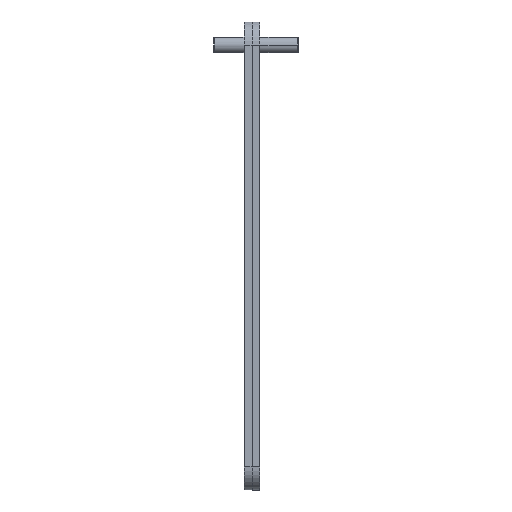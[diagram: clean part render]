
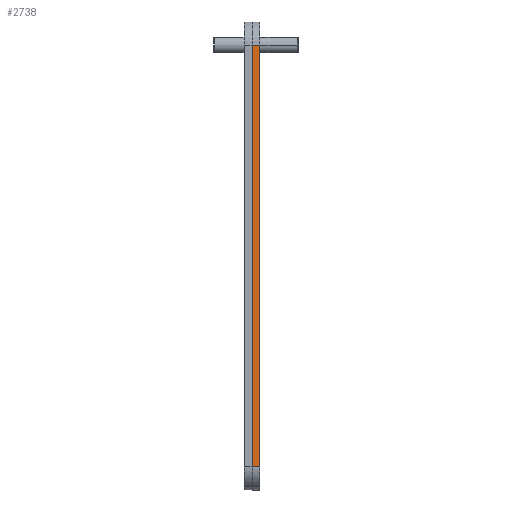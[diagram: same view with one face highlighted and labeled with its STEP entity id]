
A CAD part, left-side view. The second image highlights one B-rep face of the part: STEP entity #2738.
In plain terms, the highlighted planar face has unit normal (-1, 0, 0).
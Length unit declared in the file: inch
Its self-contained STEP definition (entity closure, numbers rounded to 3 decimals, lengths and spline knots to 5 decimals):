
#125 = DIRECTION ( 'NONE',  ( 0., 0., -1. ) ) ;
#426 = VERTEX_POINT ( 'NONE', #4323 ) ;
#461 = CARTESIAN_POINT ( 'NONE',  ( -3.8125, -0.125, -3.4375 ) ) ;
#542 = LINE ( 'NONE', #2588, #4066 ) ;
#636 = LINE ( 'NONE', #1985, #1302 ) ;
#724 = VERTEX_POINT ( 'NONE', #4251 ) ;
#760 = ORIENTED_EDGE ( 'NONE', *, *, #2533, .F. ) ;
#846 = LINE ( 'NONE', #3519, #1737 ) ;
#926 = DIRECTION ( 'NONE',  ( 0., 0., -1. ) ) ;
#1128 = DIRECTION ( 'NONE',  ( 0., -1., 0. ) ) ;
#1152 = EDGE_CURVE ( 'NONE', #426, #4256, #542, .T. ) ;
#1190 = LINE ( 'NONE', #2479, #3304 ) ;
#1201 = FACE_OUTER_BOUND ( 'NONE', #3324, .T. ) ;
#1241 = PLANE ( 'NONE',  #3430 ) ;
#1302 = VECTOR ( 'NONE', #1128, 39.37008 ) ;
#1488 = VERTEX_POINT ( 'NONE', #461 ) ;
#1737 = VECTOR ( 'NONE', #125, 39.37008 ) ;
#1806 = DIRECTION ( 'NONE',  ( 0., 1., 0. ) ) ;
#1985 = CARTESIAN_POINT ( 'NONE',  ( -3.8125, -0.125, 3.4375 ) ) ;
#2227 = ORIENTED_EDGE ( 'NONE', *, *, #4086, .F. ) ;
#2479 = CARTESIAN_POINT ( 'NONE',  ( -3.8125, -0.125, -3.4375 ) ) ;
#2533 = EDGE_CURVE ( 'NONE', #426, #724, #636, .T. ) ;
#2588 = CARTESIAN_POINT ( 'NONE',  ( -3.8125, 0., -3.4375 ) ) ;
#2607 = CARTESIAN_POINT ( 'NONE',  ( -3.8125, -0.125, 3.4375 ) ) ;
#2702 = ORIENTED_EDGE ( 'NONE', *, *, #3632, .F. ) ;
#2738 = ADVANCED_FACE ( 'NONE', ( #1201 ), #1241, .F. ) ;
#2978 = DIRECTION ( 'NONE',  ( 0., 0., -1. ) ) ;
#3304 = VECTOR ( 'NONE', #1806, 39.37008 ) ;
#3308 = DIRECTION ( 'NONE',  ( 1., 0., 0. ) ) ;
#3324 = EDGE_LOOP ( 'NONE', ( #2227, #2702, #760, #3636 ) ) ;
#3430 = AXIS2_PLACEMENT_3D ( 'NONE', #2607, #3308, #2978 ) ;
#3519 = CARTESIAN_POINT ( 'NONE',  ( -3.8125, -0.125, 3.4375 ) ) ;
#3578 = CARTESIAN_POINT ( 'NONE',  ( -3.8125, 0., -3.4375 ) ) ;
#3632 = EDGE_CURVE ( 'NONE', #724, #1488, #846, .T. ) ;
#3636 = ORIENTED_EDGE ( 'NONE', *, *, #1152, .T. ) ;
#4066 = VECTOR ( 'NONE', #926, 39.37008 ) ;
#4086 = EDGE_CURVE ( 'NONE', #1488, #4256, #1190, .T. ) ;
#4251 = CARTESIAN_POINT ( 'NONE',  ( -3.8125, -0.125, 3.4375 ) ) ;
#4256 = VERTEX_POINT ( 'NONE', #3578 ) ;
#4323 = CARTESIAN_POINT ( 'NONE',  ( -3.8125, 0., 3.4375 ) ) ;
